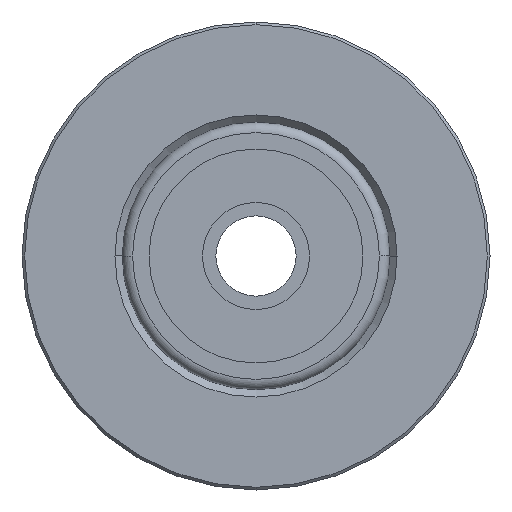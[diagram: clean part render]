
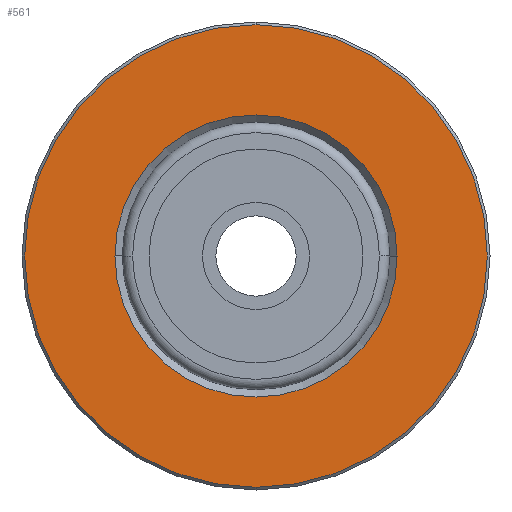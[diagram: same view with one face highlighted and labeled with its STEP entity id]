
A CAD part, front view. The second image highlights one B-rep face of the part: STEP entity #561.
In plain terms, the highlighted planar face has unit normal (0, -1, 0).
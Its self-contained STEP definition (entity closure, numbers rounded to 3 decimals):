
#15=CARTESIAN_POINT('',(0.,-3.5,0.));
#16=DIRECTION('',(0.,1.,0.));
#17=DIRECTION('',(1.,0.,0.));
#18=AXIS2_PLACEMENT_3D('',#15,#16,#17);
#24=CARTESIAN_POINT('',(0.,-3.5,0.));
#25=DIRECTION('',(0.,1.,0.));
#26=DIRECTION('',(-1.,0.,0.));
#27=AXIS2_PLACEMENT_3D('',#24,#25,#26);
#32=CARTESIAN_POINT('',(0.,-3.5,0.));
#33=DIRECTION('',(0.,1.,0.));
#34=DIRECTION('',(0.,0.,-1.));
#35=AXIS2_PLACEMENT_3D('',#32,#33,#34);
#40=CARTESIAN_POINT('',(0.,-3.5,0.));
#41=DIRECTION('',(0.,1.,0.));
#42=DIRECTION('',(0.,0.,1.));
#43=AXIS2_PLACEMENT_3D('',#40,#41,#42);
#484=CARTESIAN_POINT('',(0.,-3.5,-8.65));
#485=CARTESIAN_POINT('',(0.,-3.5,8.65));
#486=VERTEX_POINT('',#484);
#487=VERTEX_POINT('',#485);
#540=CARTESIAN_POINT('',(5.275,-3.5,0.));
#541=CARTESIAN_POINT('',(-5.275,-3.5,0.));
#542=VERTEX_POINT('',#540);
#543=VERTEX_POINT('',#541);
#544=CARTESIAN_POINT('',(0.,-3.5,0.));
#545=DIRECTION('',(0.,1.,0.));
#546=DIRECTION('',(1.,0.,0.));
#547=AXIS2_PLACEMENT_3D('',#544,#545,#546);
#548=PLANE('',#547);
#550=ORIENTED_EDGE('',*,*,#549,.T.);
#552=ORIENTED_EDGE('',*,*,#551,.T.);
#553=EDGE_LOOP('',(#550,#552));
#554=FACE_OUTER_BOUND('',#553,.F.);
#556=ORIENTED_EDGE('',*,*,#555,.F.);
#558=ORIENTED_EDGE('',*,*,#557,.F.);
#559=EDGE_LOOP('',(#556,#558));
#560=FACE_BOUND('',#559,.F.);
#561=ADVANCED_FACE('',(#554,#560),#548,.F.);
#19=CIRCLE('',#18,5.275);
#28=CIRCLE('',#27,5.275);
#36=CIRCLE('',#35,8.65);
#44=CIRCLE('',#43,8.65);
#549=EDGE_CURVE('',#486,#487,#36,.T.);
#551=EDGE_CURVE('',#487,#486,#44,.T.);
#555=EDGE_CURVE('',#542,#543,#19,.T.);
#557=EDGE_CURVE('',#543,#542,#28,.T.);
